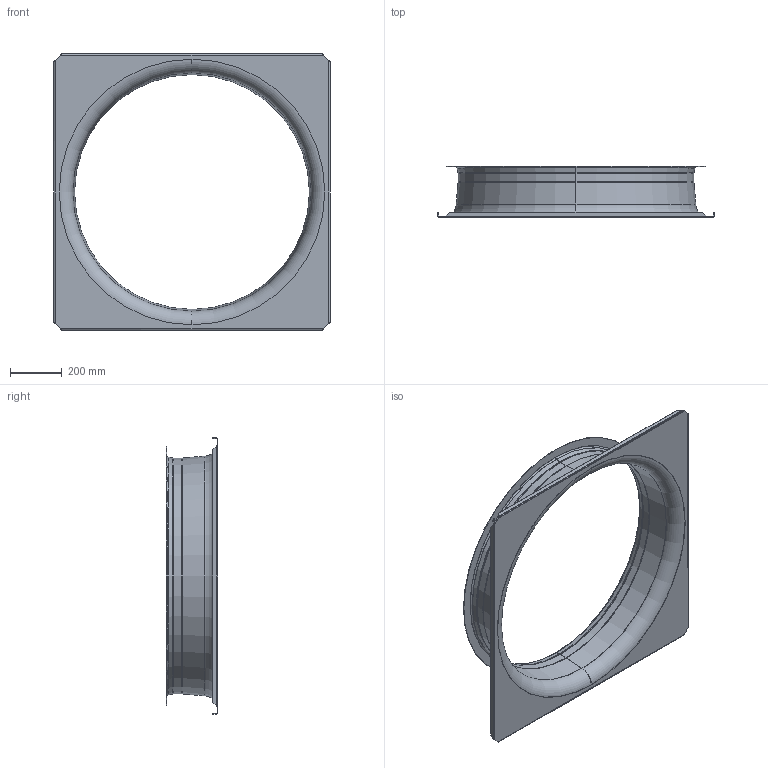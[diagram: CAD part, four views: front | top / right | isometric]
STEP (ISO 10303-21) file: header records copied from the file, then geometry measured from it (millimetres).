
FILE_DESCRIPTION (( 'STEP AP203' ), '1' );
FILE_NAME ('+Äèôô. ïëèòà o910ìì.STEP', '2020-10-30T06:48:12', ( '' ), ( '' ), 'SwSTEP 2.0', 'SolidWorks 2020', '' );
FILE_SCHEMA (( 'CONFIG_CONTROL_DESIGN' ));
Length unit declared in the file: millimetre
Products named in the file (1): +Äèôô. ïëèòà o910ìì
Bounding box: 1070 x 199 x 1070 mm (x, y, z)
Volume: 2317847.6 mm3; surface area: 2338048.7 mm2
Topology: 1 solids, 1 shells, 90 faces, 202 edges, 116 vertices
Faces by surface type: plane 36, cylinder 22, torus 16, cone 8, bspline 8
Entity records: 2727 total; most frequent: CARTESIAN_POINT 673, DIRECTION 420, ORIENTED_EDGE 404, EDGE_CURVE 202, AXIS2_PLACEMENT_3D 151, LINE 118, VECTOR 118, VERTEX_POINT 116
